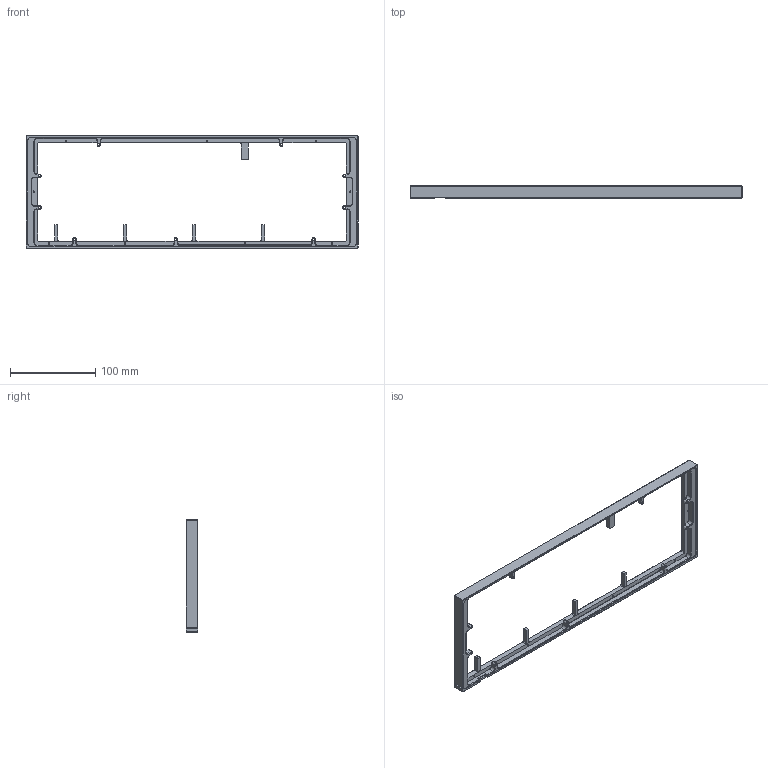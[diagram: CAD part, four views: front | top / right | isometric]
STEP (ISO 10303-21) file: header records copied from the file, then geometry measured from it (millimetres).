
FILE_DESCRIPTION (( 'STEP AP214' ), '1' );
FILE_NAME ('TopPlate.STEP', '2020-12-02T21:04:15', ( '' ), ( '' ), 'SwSTEP 2.0', 'SolidWorks 2020', '' );
FILE_SCHEMA (( 'AUTOMOTIVE_DESIGN' ));
Length unit declared in the file: centimetre
Products named in the file (1): TopPlate
Bounding box: 390 x 14 x 132 mm (x, y, z)
Volume: 99057.3 mm3; surface area: 50660.9 mm2
Topology: 1 solids, 1 shells, 360 faces, 920 edges, 542 vertices
Faces by surface type: plane 182, cylinder 100, cone 78
Entity records: 10754 total; most frequent: DIRECTION 1864, CARTESIAN_POINT 1795, ORIENTED_EDGE 1784, EDGE_CURVE 892, LINE 642, VECTOR 642, AXIS2_PLACEMENT_3D 611, VERTEX_POINT 542
